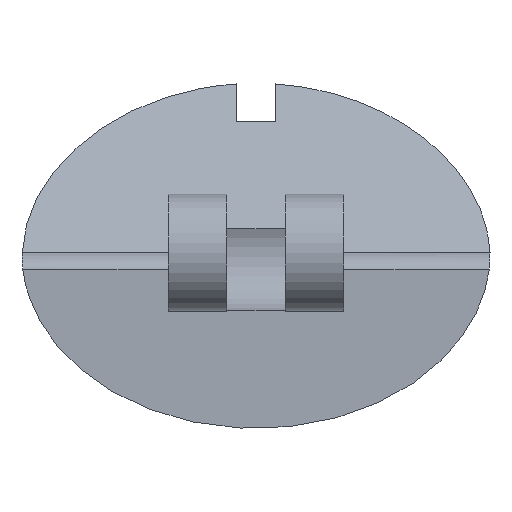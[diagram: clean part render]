
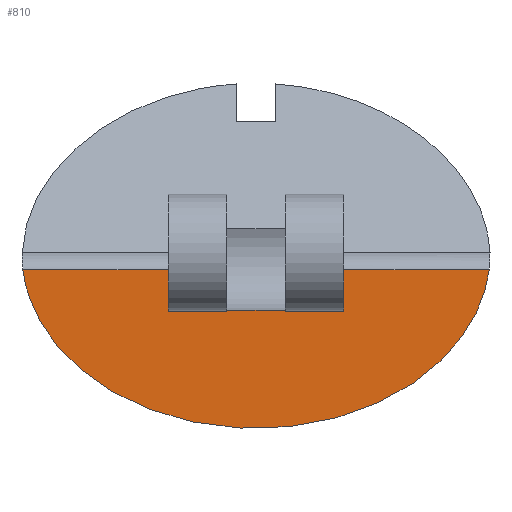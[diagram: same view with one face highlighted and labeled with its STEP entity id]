
A CAD part, front view. The second image highlights one B-rep face of the part: STEP entity #810.
In plain terms, the highlighted planar face has unit normal (0, -1, 0).
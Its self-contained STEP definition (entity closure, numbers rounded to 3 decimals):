
#162 = EDGE_CURVE ( 'NONE', #1901, #2121, #1784, .T. ) ;
#185 = CARTESIAN_POINT ( 'NONE',  ( -12.775, 0., -0.866 ) ) ;
#188 = VECTOR ( 'NONE', #987, 1000. ) ;
#253 = DIRECTION ( 'NONE',  ( 0., 1., 0. ) ) ;
#309 = CARTESIAN_POINT ( 'NONE',  ( -4.5, 0., -2.958 ) ) ;
#318 = VERTEX_POINT ( 'NONE', #2017 ) ;
#323 = VERTEX_POINT ( 'NONE', #418 ) ;
#370 = DIRECTION ( 'NONE',  ( -1., 0., 0. ) ) ;
#394 = EDGE_CURVE ( 'NONE', #644, #318, #2243, .T. ) ;
#418 = CARTESIAN_POINT ( 'NONE',  ( 11.944, 0., -0.866 ) ) ;
#455 = EDGE_CURVE ( 'NONE', #323, #1782, #1712, .T. ) ;
#460 = LINE ( 'NONE', #1873, #188 ) ;
#468 = CARTESIAN_POINT ( 'NONE',  ( -1.5, 0., -2.958 ) ) ;
#490 =( BOUNDED_CURVE ( )  B_SPLINE_CURVE ( 3, ( #1808, #1611, #1297, #903 ),
 .UNSPECIFIED., .F., .F. ) 
 B_SPLINE_CURVE_WITH_KNOTS ( ( 4, 4 ),
 ( 0.096, 3.045 ),
 .UNSPECIFIED. ) 
 CURVE ( )  GEOMETRIC_REPRESENTATION_ITEM ( )  RATIONAL_B_SPLINE_CURVE ( ( 1., 0.397, 0.397, 1. ) ) 
 REPRESENTATION_ITEM ( '' )  );
#503 = CARTESIAN_POINT ( 'NONE',  ( 1.5, 0., -2.958 ) ) ;
#511 = EDGE_CURVE ( 'NONE', #644, #584, #460, .T. ) ;
#561 = CARTESIAN_POINT ( 'NONE',  ( 4.5, 0., 0. ) ) ;
#584 = VERTEX_POINT ( 'NONE', #503 ) ;
#614 = DIRECTION ( 'NONE',  ( 0., 0., -1. ) ) ;
#644 = VERTEX_POINT ( 'NONE', #468 ) ;
#656 = LINE ( 'NONE', #1497, #1884 ) ;
#711 = ORIENTED_EDGE ( 'NONE', *, *, #394, .T. ) ;
#722 = ORIENTED_EDGE ( 'NONE', *, *, #455, .T. ) ;
#802 = ORIENTED_EDGE ( 'NONE', *, *, #1441, .F. ) ;
#809 = ORIENTED_EDGE ( 'NONE', *, *, #1156, .F. ) ;
#810 = ADVANCED_FACE ( 'NONE', ( #1495 ), #942, .F. ) ;
#811 = AXIS2_PLACEMENT_3D ( 'NONE', #1120, #253, #2010 ) ;
#903 = CARTESIAN_POINT ( 'NONE',  ( -11.944, 0., -0.866 ) ) ;
#942 = PLANE ( 'NONE',  #811 ) ;
#972 = ORIENTED_EDGE ( 'NONE', *, *, #1207, .F. ) ;
#987 = DIRECTION ( 'NONE',  ( 1., 0., 0. ) ) ;
#1120 = CARTESIAN_POINT ( 'NONE',  ( 0., 0., 0. ) ) ;
#1156 = EDGE_CURVE ( 'NONE', #584, #2068, #1500, .T. ) ;
#1207 = EDGE_CURVE ( 'NONE', #323, #2121, #490, .T. ) ;
#1218 = VECTOR ( 'NONE', #370, 1000. ) ;
#1223 = VECTOR ( 'NONE', #1321, 1000. ) ;
#1297 = CARTESIAN_POINT ( 'NONE',  ( -10.017, 0., -15.821 ) ) ;
#1321 = DIRECTION ( 'NONE',  ( 1., 0., 0. ) ) ;
#1399 = ORIENTED_EDGE ( 'NONE', *, *, #2080, .F. ) ;
#1423 = CARTESIAN_POINT ( 'NONE',  ( -11.944, 0., -0.866 ) ) ;
#1441 = EDGE_CURVE ( 'NONE', #1901, #318, #656, .T. ) ;
#1495 = FACE_OUTER_BOUND ( 'NONE', #1961, .T. ) ;
#1497 = CARTESIAN_POINT ( 'NONE',  ( -4.5, 0., 0. ) ) ;
#1500 = LINE ( 'NONE', #2193, #1223 ) ;
#1590 = CARTESIAN_POINT ( 'NONE',  ( 4.5, 0., -2.958 ) ) ;
#1611 = CARTESIAN_POINT ( 'NONE',  ( 10.017, 0., -15.821 ) ) ;
#1700 = DIRECTION ( 'NONE',  ( -1., 0., 0. ) ) ;
#1712 = LINE ( 'NONE', #2031, #2032 ) ;
#1733 = DIRECTION ( 'NONE',  ( -1., 0., 0. ) ) ;
#1755 = DIRECTION ( 'NONE',  ( 0., 0., 1. ) ) ;
#1782 = VERTEX_POINT ( 'NONE', #1833 ) ;
#1784 = LINE ( 'NONE', #185, #1218 ) ;
#1788 = LINE ( 'NONE', #561, #2245 ) ;
#1799 = ORIENTED_EDGE ( 'NONE', *, *, #162, .T. ) ;
#1808 = CARTESIAN_POINT ( 'NONE',  ( 11.944, 0., -0.866 ) ) ;
#1833 = CARTESIAN_POINT ( 'NONE',  ( 4.5, 0., -0.866 ) ) ;
#1873 = CARTESIAN_POINT ( 'NONE',  ( 1.5, 0., -2.958 ) ) ;
#1884 = VECTOR ( 'NONE', #614, 1000. ) ;
#1901 = VERTEX_POINT ( 'NONE', #2088 ) ;
#1910 = ORIENTED_EDGE ( 'NONE', *, *, #511, .F. ) ;
#1961 = EDGE_LOOP ( 'NONE', ( #972, #722, #1399, #809, #1910, #711, #802, #1799 ) ) ;
#1993 = VECTOR ( 'NONE', #1733, 1000. ) ;
#2010 = DIRECTION ( 'NONE',  ( 0., 0., 1. ) ) ;
#2017 = CARTESIAN_POINT ( 'NONE',  ( -4.5, 0., -2.958 ) ) ;
#2031 = CARTESIAN_POINT ( 'NONE',  ( -12.775, 0., -0.866 ) ) ;
#2032 = VECTOR ( 'NONE', #1700, 1000. ) ;
#2068 = VERTEX_POINT ( 'NONE', #1590 ) ;
#2080 = EDGE_CURVE ( 'NONE', #2068, #1782, #1788, .T. ) ;
#2088 = CARTESIAN_POINT ( 'NONE',  ( -4.5, 0., -0.866 ) ) ;
#2121 = VERTEX_POINT ( 'NONE', #1423 ) ;
#2193 = CARTESIAN_POINT ( 'NONE',  ( 4.5, 0., -2.958 ) ) ;
#2243 = LINE ( 'NONE', #309, #1993 ) ;
#2245 = VECTOR ( 'NONE', #1755, 1000. ) ;
